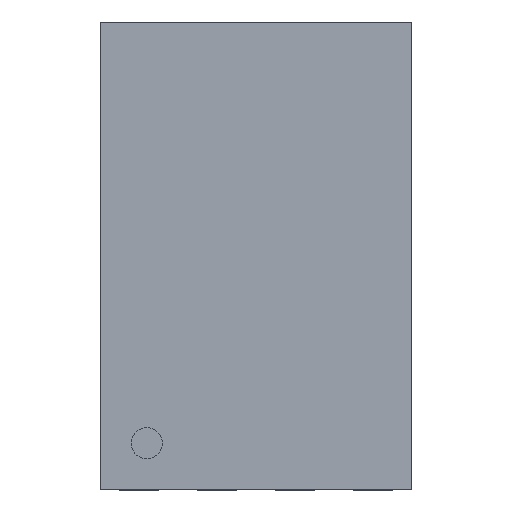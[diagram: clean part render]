
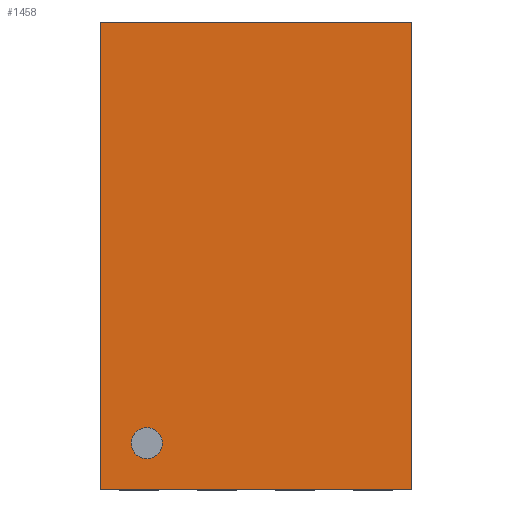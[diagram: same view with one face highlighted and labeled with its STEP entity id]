
A CAD part, top view. The second image highlights one B-rep face of the part: STEP entity #1458.
In plain terms, the highlighted planar face has unit normal (0, 0, 1).
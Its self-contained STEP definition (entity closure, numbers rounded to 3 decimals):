
#1 = EDGE_CURVE ( 'NONE', #1474, #950, #82, .T. ) ;
#62 = VERTEX_POINT ( 'NONE', #2626 ) ;
#68 = VERTEX_POINT ( 'NONE', #1639 ) ;
#82 = CIRCLE ( 'NONE', #1028, 0.1 ) ;
#168 = EDGE_LOOP ( 'NONE', ( #2520, #2095, #2189, #516 ) ) ;
#170 = EDGE_CURVE ( 'NONE', #1296, #68, #418, .T. ) ;
#177 = LINE ( 'NONE', #549, #968 ) ;
#194 = CARTESIAN_POINT ( 'NONE',  ( 2., 3., 0.32 ) ) ;
#254 = CARTESIAN_POINT ( 'NONE',  ( 0., 3., 0.32 ) ) ;
#268 = AXIS2_PLACEMENT_3D ( 'NONE', #2367, #1112, #2586 ) ;
#365 = VECTOR ( 'NONE', #834, 1000. ) ;
#418 = LINE ( 'NONE', #1464, #365 ) ;
#428 = CARTESIAN_POINT ( 'NONE',  ( 0.2, 0.3, 0.32 ) ) ;
#516 = ORIENTED_EDGE ( 'NONE', *, *, #1469, .T. ) ;
#549 = CARTESIAN_POINT ( 'NONE',  ( 0., 0., 0.32 ) ) ;
#595 = DIRECTION ( 'NONE',  ( 1., 0., 0. ) ) ;
#720 = DIRECTION ( 'NONE',  ( 0., 1., 0. ) ) ;
#750 = EDGE_CURVE ( 'NONE', #68, #993, #897, .T. ) ;
#784 = CARTESIAN_POINT ( 'NONE',  ( 2., 0., 0.32 ) ) ;
#834 = DIRECTION ( 'NONE',  ( 1., 0., 0. ) ) ;
#859 = FACE_BOUND ( 'NONE', #1877, .T. ) ;
#897 = LINE ( 'NONE', #784, #1405 ) ;
#911 = CARTESIAN_POINT ( 'NONE',  ( 0., 0., 0.32 ) ) ;
#950 = VERTEX_POINT ( 'NONE', #428 ) ;
#968 = VECTOR ( 'NONE', #2212, 1000. ) ;
#993 = VERTEX_POINT ( 'NONE', #194 ) ;
#1027 = EDGE_CURVE ( 'NONE', #62, #1296, #177, .T. ) ;
#1028 = AXIS2_PLACEMENT_3D ( 'NONE', #1462, #1816, #595 ) ;
#1112 = DIRECTION ( 'NONE',  ( 0., 0., -1. ) ) ;
#1160 = CARTESIAN_POINT ( 'NONE',  ( 0.3, 0.3, 0.32 ) ) ;
#1168 = LINE ( 'NONE', #254, #2280 ) ;
#1296 = VERTEX_POINT ( 'NONE', #911 ) ;
#1362 = FACE_OUTER_BOUND ( 'NONE', #168, .T. ) ;
#1371 = DIRECTION ( 'NONE',  ( 1., 0., 0. ) ) ;
#1405 = VECTOR ( 'NONE', #720, 1000. ) ;
#1458 = ADVANCED_FACE ( 'NONE', ( #859, #1362 ), #1527, .F. ) ;
#1462 = CARTESIAN_POINT ( 'NONE',  ( 0.3, 0.3, 0.32 ) ) ;
#1464 = CARTESIAN_POINT ( 'NONE',  ( 0., 0., 0.32 ) ) ;
#1469 = EDGE_CURVE ( 'NONE', #993, #62, #1168, .T. ) ;
#1474 = VERTEX_POINT ( 'NONE', #1537 ) ;
#1527 = PLANE ( 'NONE',  #268 ) ;
#1533 = AXIS2_PLACEMENT_3D ( 'NONE', #1160, #2637, #1371 ) ;
#1537 = CARTESIAN_POINT ( 'NONE',  ( 0.4, 0.3, 0.32 ) ) ;
#1639 = CARTESIAN_POINT ( 'NONE',  ( 2., 0., 0.32 ) ) ;
#1689 = ORIENTED_EDGE ( 'NONE', *, *, #1, .F. ) ;
#1738 = DIRECTION ( 'NONE',  ( -1., 0., 0. ) ) ;
#1816 = DIRECTION ( 'NONE',  ( 0., 0., 1. ) ) ;
#1831 = EDGE_CURVE ( 'NONE', #950, #1474, #2708, .T. ) ;
#1877 = EDGE_LOOP ( 'NONE', ( #1689, #2047 ) ) ;
#2047 = ORIENTED_EDGE ( 'NONE', *, *, #1831, .F. ) ;
#2095 = ORIENTED_EDGE ( 'NONE', *, *, #170, .T. ) ;
#2189 = ORIENTED_EDGE ( 'NONE', *, *, #750, .T. ) ;
#2212 = DIRECTION ( 'NONE',  ( 0., -1., 0. ) ) ;
#2280 = VECTOR ( 'NONE', #1738, 1000. ) ;
#2367 = CARTESIAN_POINT ( 'NONE',  ( 0., 0., 0.32 ) ) ;
#2520 = ORIENTED_EDGE ( 'NONE', *, *, #1027, .T. ) ;
#2586 = DIRECTION ( 'NONE',  ( -1., 0., 0. ) ) ;
#2626 = CARTESIAN_POINT ( 'NONE',  ( 0., 3., 0.32 ) ) ;
#2637 = DIRECTION ( 'NONE',  ( 0., 0., 1. ) ) ;
#2708 = CIRCLE ( 'NONE', #1533, 0.1 ) ;
